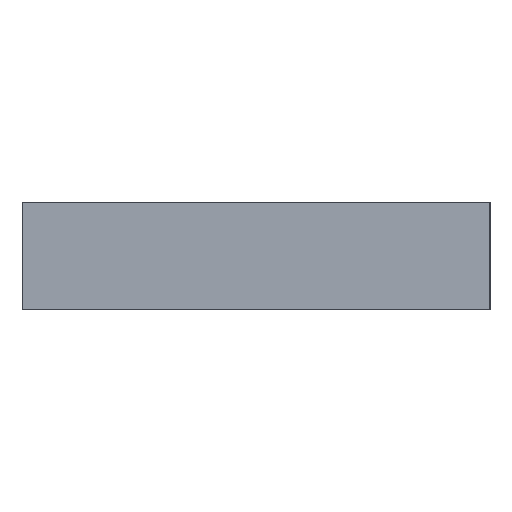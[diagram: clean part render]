
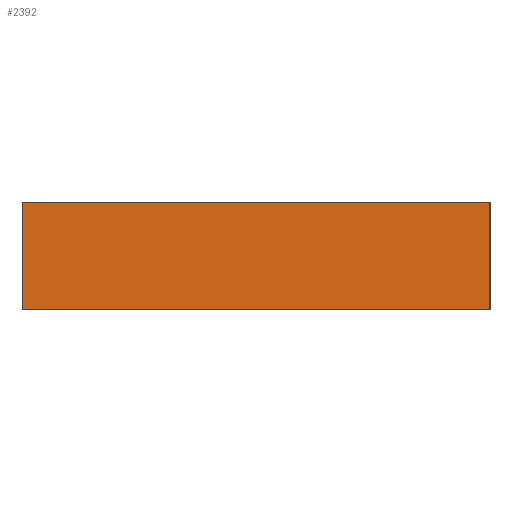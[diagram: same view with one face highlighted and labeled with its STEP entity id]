
A CAD part, left-side view. The second image highlights one B-rep face of the part: STEP entity #2392.
In plain terms, the highlighted planar face has unit normal (-1, 0, 0).
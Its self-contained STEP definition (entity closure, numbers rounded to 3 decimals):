
#832=CARTESIAN_POINT('',(-47.25,11.75,-0.2));
#833=VERTEX_POINT('',#832);
#840=CARTESIAN_POINT('',(-47.25,11.75,5.2));
#841=VERTEX_POINT('',#840);
#842=CARTESIAN_POINT('',(-47.25,11.75,5.2));
#843=DIRECTION('',(0.,0.,-1.));
#844=VECTOR('',#843,5.4);
#845=LINE('',#842,#844);
#846=EDGE_CURVE('',#841,#833,#845,.T.);
#952=CARTESIAN_POINT('',(-47.25,-11.75,5.2));
#953=VERTEX_POINT('',#952);
#960=CARTESIAN_POINT('',(-47.25,-11.75,-0.2));
#961=VERTEX_POINT('',#960);
#962=CARTESIAN_POINT('',(-47.25,-11.75,5.2));
#963=DIRECTION('',(0.,0.,-1.));
#964=VECTOR('',#963,5.4);
#965=LINE('',#962,#964);
#966=EDGE_CURVE('',#953,#961,#965,.T.);
#2371=CARTESIAN_POINT('',(-47.25,0.,5.));
#2372=DIRECTION('',(-1.,0.,0.));
#2373=DIRECTION('',(0.,0.,1.));
#2374=AXIS2_PLACEMENT_3D('',#2371,#2372,#2373);
#2375=PLANE('',#2374);
#2376=ORIENTED_EDGE('',*,*,#846,.T.);
#2377=CARTESIAN_POINT('',(-47.25,-11.75,-0.2));
#2378=DIRECTION('',(0.,1.,0.));
#2379=VECTOR('',#2378,23.5);
#2380=LINE('',#2377,#2379);
#2381=EDGE_CURVE('',#961,#833,#2380,.T.);
#2382=ORIENTED_EDGE('',*,*,#2381,.F.);
#2383=ORIENTED_EDGE('',*,*,#966,.F.);
#2384=CARTESIAN_POINT('',(-47.25,-11.75,5.2));
#2385=DIRECTION('',(0.,1.,0.));
#2386=VECTOR('',#2385,23.5);
#2387=LINE('',#2384,#2386);
#2388=EDGE_CURVE('',#953,#841,#2387,.T.);
#2389=ORIENTED_EDGE('',*,*,#2388,.T.);
#2390=EDGE_LOOP('',(#2376,#2382,#2383,#2389));
#2391=FACE_BOUND('',#2390,.T.);
#2392=ADVANCED_FACE('',(#2391),#2375,.T.);
